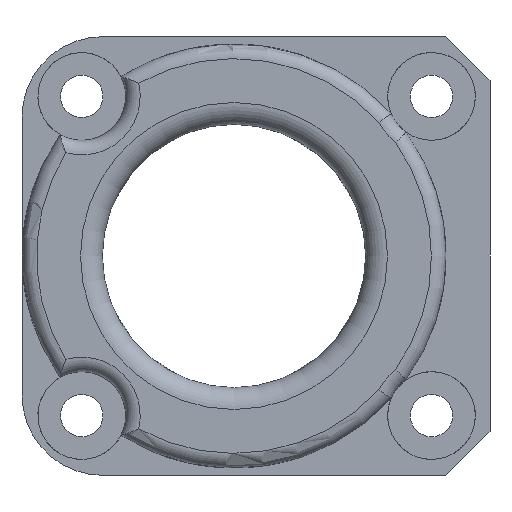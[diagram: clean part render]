
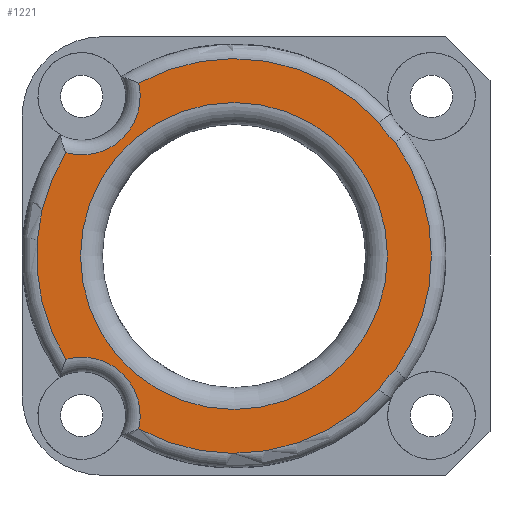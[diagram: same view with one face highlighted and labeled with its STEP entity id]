
A CAD part, left-side view. The second image highlights one B-rep face of the part: STEP entity #1221.
In plain terms, the highlighted planar face has unit normal (-1, 0, 0).
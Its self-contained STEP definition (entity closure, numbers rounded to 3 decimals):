
#35=PLANE('',#1353);
#60=FACE_BOUND('',#408,.T.);
#322=FACE_OUTER_BOUND('',#407,.T.);
#407=EDGE_LOOP('',(#1025,#1026,#1027,#1028,#1029,#1030,#1031,#1032));
#408=EDGE_LOOP('',(#1033));
#445=CIRCLE('',#1273,10.5);
#455=CIRCLE('',#1288,13.5);
#456=CIRCLE('',#1290,4.);
#492=CIRCLE('',#1354,13.5);
#493=CIRCLE('',#1355,4.);
#494=CIRCLE('',#1356,4.);
#495=CIRCLE('',#1357,13.5);
#496=CIRCLE('',#1358,13.5);
#497=CIRCLE('',#1359,4.);
#511=VERTEX_POINT('',#1739);
#522=VERTEX_POINT('',#1770);
#523=VERTEX_POINT('',#1785);
#524=VERTEX_POINT('',#1802);
#525=VERTEX_POINT('',#1803);
#612=VERTEX_POINT('',#3573);
#613=VERTEX_POINT('',#3574);
#614=VERTEX_POINT('',#3577);
#615=VERTEX_POINT('',#3580);
#628=EDGE_CURVE('',#511,#511,#445,.T.);
#643=EDGE_CURVE('',#523,#522,#455,.T.);
#645=EDGE_CURVE('',#524,#525,#456,.T.);
#764=EDGE_CURVE('',#612,#613,#492,.T.);
#765=EDGE_CURVE('',#613,#523,#493,.T.);
#766=EDGE_CURVE('',#522,#614,#494,.T.);
#767=EDGE_CURVE('',#614,#524,#495,.T.);
#768=EDGE_CURVE('',#525,#615,#496,.T.);
#769=EDGE_CURVE('',#615,#612,#497,.T.);
#1025=ORIENTED_EDGE('',*,*,#764,.T.);
#1026=ORIENTED_EDGE('',*,*,#765,.T.);
#1027=ORIENTED_EDGE('',*,*,#643,.T.);
#1028=ORIENTED_EDGE('',*,*,#766,.T.);
#1029=ORIENTED_EDGE('',*,*,#767,.T.);
#1030=ORIENTED_EDGE('',*,*,#645,.T.);
#1031=ORIENTED_EDGE('',*,*,#768,.T.);
#1032=ORIENTED_EDGE('',*,*,#769,.T.);
#1033=ORIENTED_EDGE('',*,*,#628,.T.);
#1221=ADVANCED_FACE('',(#322,#60),#35,.T.);
#1273=AXIS2_PLACEMENT_3D('',#1741,#1406,#1407);
#1288=AXIS2_PLACEMENT_3D('',#1786,#1440,#1441);
#1290=AXIS2_PLACEMENT_3D('',#1804,#1444,#1445);
#1353=AXIS2_PLACEMENT_3D('',#3572,#1627,#1628);
#1354=AXIS2_PLACEMENT_3D('',#3575,#1629,#1630);
#1355=AXIS2_PLACEMENT_3D('',#3576,#1631,#1632);
#1356=AXIS2_PLACEMENT_3D('',#3578,#1633,#1634);
#1357=AXIS2_PLACEMENT_3D('',#3579,#1635,#1636);
#1358=AXIS2_PLACEMENT_3D('',#3581,#1637,#1638);
#1359=AXIS2_PLACEMENT_3D('',#3582,#1639,#1640);
#1406=DIRECTION('center_axis',(1.,0.,0.));
#1407=DIRECTION('ref_axis',(0.,0.,1.));
#1440=DIRECTION('center_axis',(-1.,0.,0.));
#1441=DIRECTION('ref_axis',(0.,0.,1.));
#1444=DIRECTION('center_axis',(1.,0.,0.));
#1445=DIRECTION('ref_axis',(0.,0.,1.));
#1627=DIRECTION('center_axis',(-1.,0.,0.));
#1628=DIRECTION('ref_axis',(0.,0.,1.));
#1629=DIRECTION('center_axis',(-1.,0.,0.));
#1630=DIRECTION('ref_axis',(0.,0.,1.));
#1631=DIRECTION('center_axis',(1.,0.,0.));
#1632=DIRECTION('ref_axis',(0.,0.,1.));
#1633=DIRECTION('center_axis',(1.,0.,0.));
#1634=DIRECTION('ref_axis',(0.,0.,1.));
#1635=DIRECTION('center_axis',(-1.,0.,0.));
#1636=DIRECTION('ref_axis',(0.,0.,1.));
#1637=DIRECTION('center_axis',(-1.,0.,0.));
#1638=DIRECTION('ref_axis',(0.,0.,1.));
#1639=DIRECTION('center_axis',(1.,0.,0.));
#1640=DIRECTION('ref_axis',(0.,0.,1.));
#1739=CARTESIAN_POINT('',(-160.75,35.,-6.));
#1741=CARTESIAN_POINT('Origin',(-160.75,35.,4.5));
#1770=CARTESIAN_POINT('',(-160.75,41.519,16.322));
#1785=CARTESIAN_POINT('',(-160.75,25.086,13.663));
#1786=CARTESIAN_POINT('Origin',(-160.75,35.,4.5));
#1802=CARTESIAN_POINT('',(-160.75,46.503,-2.565));
#1803=CARTESIAN_POINT('',(-160.75,41.519,-7.322));
#1804=CARTESIAN_POINT('Origin',(-160.75,45.414,-6.414));
#3572=CARTESIAN_POINT('Origin',(-160.75,35.,4.5));
#3573=CARTESIAN_POINT('',(-160.75,23.958,-3.267));
#3574=CARTESIAN_POINT('',(-160.75,23.958,12.266));
#3575=CARTESIAN_POINT('Origin',(-160.75,35.,4.5));
#3576=CARTESIAN_POINT('Origin',(-160.75,21.49,15.414));
#3577=CARTESIAN_POINT('',(-160.75,46.503,11.565));
#3578=CARTESIAN_POINT('Origin',(-160.75,45.414,15.414));
#3579=CARTESIAN_POINT('Origin',(-160.75,35.,4.5));
#3580=CARTESIAN_POINT('',(-160.75,25.086,-4.663));
#3581=CARTESIAN_POINT('Origin',(-160.75,35.,4.5));
#3582=CARTESIAN_POINT('Origin',(-160.75,21.49,-6.414));
